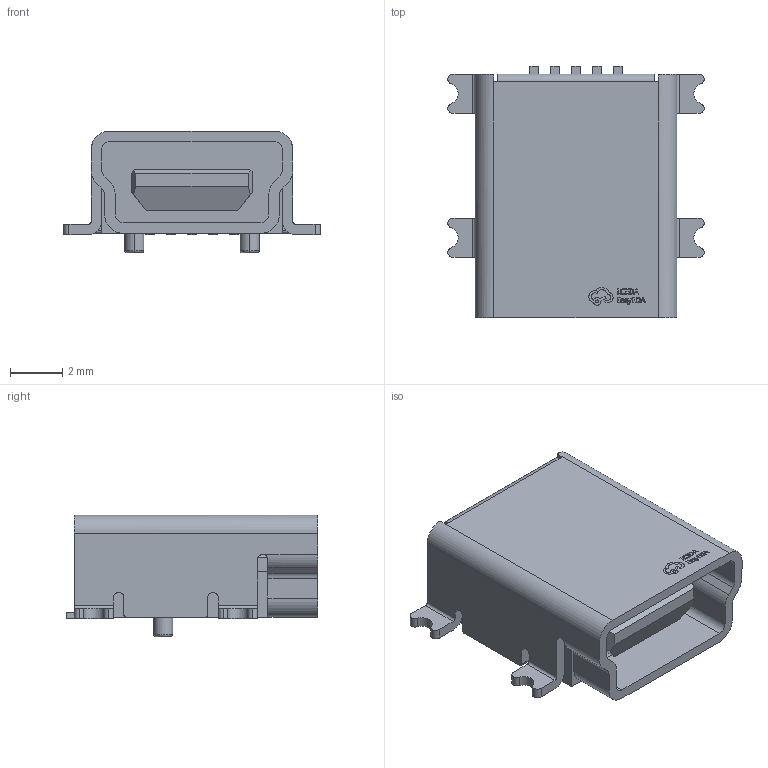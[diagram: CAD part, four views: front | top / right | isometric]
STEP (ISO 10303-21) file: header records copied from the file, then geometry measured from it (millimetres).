
FILE_DESCRIPTION (( 'STEP AP214' ), '1' );
FILE_NAME ('MINI-USB-SMD_MINI-5PTP.step', '2022-07-08T03:48:53', ( '' ), ( '' ), 'SwSTEP 2.0', 'SolidWorks 2020', '' );
FILE_SCHEMA (( 'AUTOMOTIVE_DESIGN' ));
Length unit declared in the file: millimetre
Products named in the file (1): MINI-USB-SMD_MINI-5PTP
Bounding box: 9.8 x 9.6 x 4.65 mm (x, y, z)
Volume: 189.5 mm3; surface area: 604.9 mm2
Topology: 2 solids, 2 shells, 489 faces, 1342 edges, 890 vertices
Faces by surface type: plane 286, bspline 112, cylinder 87, torus 4
Entity records: 21537 total; most frequent: CARTESIAN_POINT 4936, ORIENTED_EDGE 2684, DIRECTION 2032, EDGE_CURVE 1342, LINE 932, VECTOR 932, VERTEX_POINT 890, AXIS2_PLACEMENT_3D 550
